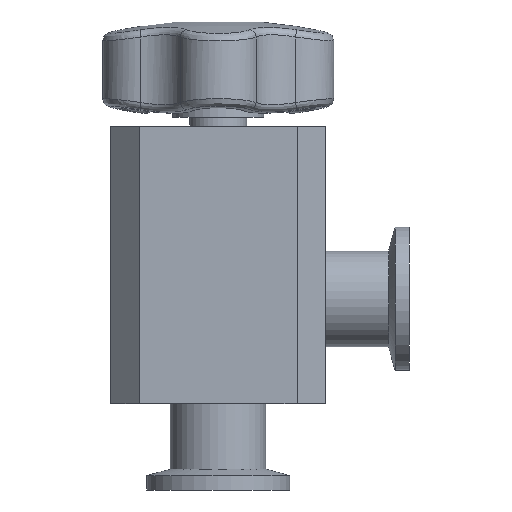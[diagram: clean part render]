
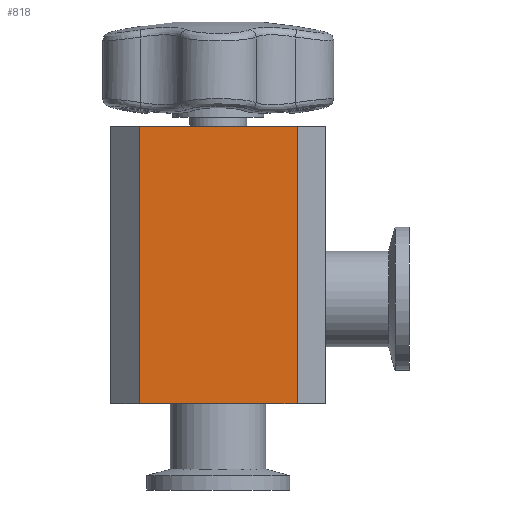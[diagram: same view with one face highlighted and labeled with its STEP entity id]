
A CAD part, front view. The second image highlights one B-rep face of the part: STEP entity #818.
In plain terms, the highlighted planar face has unit normal (0, -1, 0).
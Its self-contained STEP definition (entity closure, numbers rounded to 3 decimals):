
#818=ADVANCED_FACE('',(#3432),#3434,.T.);
#3432=FACE_BOUND('',#3433,.T.);
#3433=EDGE_LOOP('',(#9426,#9427,#9428,#9429));
#3434=PLANE('',#3435);
#3435=AXIS2_PLACEMENT_3D('',#3436,#3437,#3438);
#3436=CARTESIAN_POINT('',(-16.5,-22.5,0.));
#3437=DIRECTION('',(0.,-1.,0.));
#3438=DIRECTION('',(1.,0.,0.));
#9426=ORIENTED_EDGE('',*,*,#10338,.T.);
#9427=ORIENTED_EDGE('',*,*,#10354,.T.);
#9428=ORIENTED_EDGE('',*,*,#10351,.F.);
#9429=ORIENTED_EDGE('',*,*,#10357,.F.);
#10338=EDGE_CURVE('',#10931,#10929,#10932,.T.);
#10351=EDGE_CURVE('',#10953,#10955,#10956,.T.);
#10354=EDGE_CURVE('',#10929,#10955,#10960,.T.);
#10357=EDGE_CURVE('',#10931,#10953,#10965,.T.);
#10929=VERTEX_POINT('',#12299);
#10931=VERTEX_POINT('',#12303);
#10932=LINE('',#12304,#12305);
#10953=VERTEX_POINT('',#12350);
#10955=VERTEX_POINT('',#12354);
#10956=LINE('',#12355,#12356);
#10960=LINE('',#12366,#12367);
#10965=LINE('',#12379,#12380);
#12299=CARTESIAN_POINT('',(16.5,-22.5,0.));
#12303=CARTESIAN_POINT('',(-16.5,-22.5,0.));
#12304=CARTESIAN_POINT('',(-16.5,-22.5,0.));
#12305=VECTOR('',#12306,1.);
#12306=DIRECTION('',(1.,0.,0.));
#12350=CARTESIAN_POINT('',(-16.5,-22.5,58.));
#12354=CARTESIAN_POINT('',(16.5,-22.5,58.));
#12355=CARTESIAN_POINT('',(-16.5,-22.5,58.));
#12356=VECTOR('',#12357,1.);
#12357=DIRECTION('',(1.,0.,0.));
#12366=CARTESIAN_POINT('',(16.5,-22.5,0.));
#12367=VECTOR('',#12368,1.);
#12368=DIRECTION('',(0.,0.,1.));
#12379=CARTESIAN_POINT('',(-16.5,-22.5,0.));
#12380=VECTOR('',#12381,1.);
#12381=DIRECTION('',(0.,0.,1.));
